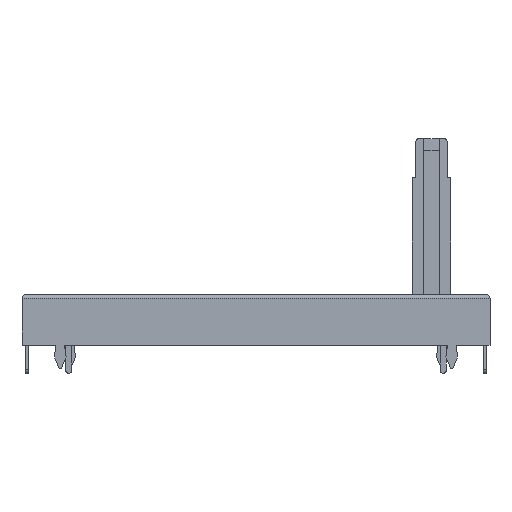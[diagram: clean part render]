
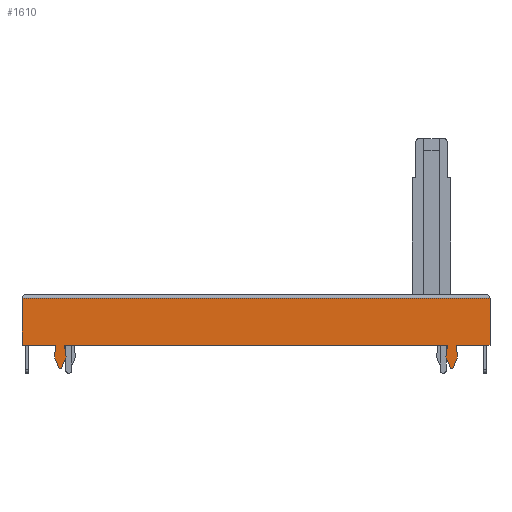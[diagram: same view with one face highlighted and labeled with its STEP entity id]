
A CAD part, top view. The second image highlights one B-rep face of the part: STEP entity #1610.
In plain terms, the highlighted planar face has unit normal (0, 0, 1).
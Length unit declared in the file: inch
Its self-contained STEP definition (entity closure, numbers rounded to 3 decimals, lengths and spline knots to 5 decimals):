
#5 = LINE ( 'NONE', #2167, #2735 ) ;
#18 = VERTEX_POINT ( 'NONE', #2190 ) ;
#77 = DIRECTION ( 'NONE',  ( -1., 0., 0. ) ) ;
#90 = VECTOR ( 'NONE', #1450, 39.37008 ) ;
#101 = EDGE_CURVE ( 'NONE', #1992, #2016, #2659, .T. ) ;
#128 = ORIENTED_EDGE ( 'NONE', *, *, #1217, .T. ) ;
#163 = CARTESIAN_POINT ( 'NONE',  ( -0.99554, -0.11317, 0.17717 ) ) ;
#166 = EDGE_CURVE ( 'NONE', #2483, #2331, #358, .T. ) ;
#172 = CARTESIAN_POINT ( 'NONE',  ( 1.00979, 0., 0.17717 ) ) ;
#189 = VERTEX_POINT ( 'NONE', #163 ) ;
#200 = CARTESIAN_POINT ( 'NONE',  ( 1.01766, -0.05906, 0.17717 ) ) ;
#214 = VECTOR ( 'NONE', #1644, 39.37008 ) ;
#314 = EDGE_CURVE ( 'NONE', #1149, #746, #1202, .T. ) ;
#350 = VERTEX_POINT ( 'NONE', #2614 ) ;
#358 = LINE ( 'NONE', #1022, #2039 ) ;
#407 = EDGE_CURVE ( 'NONE', #189, #2483, #2640, .T. ) ;
#456 = CARTESIAN_POINT ( 'NONE',  ( -0.96659, 0., 0.17717 ) ) ;
#480 = ORIENTED_EDGE ( 'NONE', *, *, #407, .F. ) ;
#526 = ORIENTED_EDGE ( 'NONE', *, *, #314, .T. ) ;
#572 = VECTOR ( 'NONE', #2647, 39.37008 ) ;
#586 = LINE ( 'NONE', #1279, #90 ) ;
#591 = EDGE_CURVE ( 'NONE', #2953, #2436, #2034, .T. ) ;
#605 = CARTESIAN_POINT ( 'NONE',  ( 1.00979, 0., 0.17717 ) ) ;
#611 = LINE ( 'NONE', #605, #2499 ) ;
#633 = DIRECTION ( 'NONE',  ( 1., 0., 0. ) ) ;
#639 = ORIENTED_EDGE ( 'NONE', *, *, #2126, .T. ) ;
#646 = DIRECTION ( 'NONE',  ( 0.134, -0.991, 0. ) ) ;
#711 = VECTOR ( 'NONE', #633, 39.37008 ) ;
#746 = VERTEX_POINT ( 'NONE', #1200 ) ;
#748 = ORIENTED_EDGE ( 'NONE', *, *, #1308, .T. ) ;
#752 = CARTESIAN_POINT ( 'NONE',  ( 0.95861, -0.05904, 0.17717 ) ) ;
#766 = FACE_OUTER_BOUND ( 'NONE', #1518, .T. ) ;
#772 = ORIENTED_EDGE ( 'NONE', *, *, #1039, .T. ) ;
#787 = VERTEX_POINT ( 'NONE', #752 ) ;
#791 = CARTESIAN_POINT ( 'NONE',  ( -0.98819, -0.11017, 0.17717 ) ) ;
#833 = LINE ( 'NONE', #1427, #1705 ) ;
#836 = VECTOR ( 'NONE', #2501, 39.37008 ) ;
#878 = CARTESIAN_POINT ( 'NONE',  ( -1.1811, 0.25591, 0.17717 ) ) ;
#889 = CARTESIAN_POINT ( 'NONE',  ( -1.00979, 0., 0.17717 ) ) ;
#963 = ORIENTED_EDGE ( 'NONE', *, *, #2303, .T. ) ;
#976 = VECTOR ( 'NONE', #646, 39.37008 ) ;
#1009 = DIRECTION ( 'NONE',  ( 0., 0., -1. ) ) ;
#1022 = CARTESIAN_POINT ( 'NONE',  ( -1.00979, 0., 0.17717 ) ) ;
#1031 = DIRECTION ( 'NONE',  ( 0.132, 0.991, 0. ) ) ;
#1039 = EDGE_CURVE ( 'NONE', #1266, #2953, #2141, .T. ) ;
#1049 = CARTESIAN_POINT ( 'NONE',  ( -1.01766, -0.05906, 0.17717 ) ) ;
#1051 = DIRECTION ( 'NONE',  ( 0., 0., 1. ) ) ;
#1086 = DIRECTION ( 'NONE',  ( 0.38, -0.925, 0. ) ) ;
#1087 = CARTESIAN_POINT ( 'NONE',  ( -0.98084, -0.11318, 0.17717 ) ) ;
#1149 = VERTEX_POINT ( 'NONE', #456 ) ;
#1188 = CARTESIAN_POINT ( 'NONE',  ( 1.1811, 0., 0.17717 ) ) ;
#1200 = CARTESIAN_POINT ( 'NONE',  ( 0.96659, 0., 0.17717 ) ) ;
#1202 = LINE ( 'NONE', #1877, #711 ) ;
#1217 = EDGE_CURVE ( 'NONE', #3045, #18, #5, .T. ) ;
#1240 = AXIS2_PLACEMENT_3D ( 'NONE', #2989, #1051, #2746 ) ;
#1266 = VERTEX_POINT ( 'NONE', #1887 ) ;
#1275 = EDGE_CURVE ( 'NONE', #3045, #1660, #586, .T. ) ;
#1279 = CARTESIAN_POINT ( 'NONE',  ( 1.1811, 0.25591, 0.17717 ) ) ;
#1308 = EDGE_CURVE ( 'NONE', #350, #2331, #833, .T. ) ;
#1336 = ORIENTED_EDGE ( 'NONE', *, *, #1838, .F. ) ;
#1346 = VECTOR ( 'NONE', #1086, 39.37008 ) ;
#1368 = DIRECTION ( 'NONE',  ( 0., 0., -1. ) ) ;
#1427 = CARTESIAN_POINT ( 'NONE',  ( -1.1811, 0., 0.17717 ) ) ;
#1450 = DIRECTION ( 'NONE',  ( 0., -1., 0. ) ) ;
#1494 = DIRECTION ( 'NONE',  ( -1., 0., 0. ) ) ;
#1506 = ORIENTED_EDGE ( 'NONE', *, *, #3085, .F. ) ;
#1512 = DIRECTION ( 'NONE',  ( -0.134, -0.991, 0. ) ) ;
#1513 = ORIENTED_EDGE ( 'NONE', *, *, #1275, .F. ) ;
#1518 = EDGE_LOOP ( 'NONE', ( #1513, #128, #2774, #748, #2253, #480, #1336, #2682, #1506, #526, #2390, #639, #772, #2033, #2134, #963 ) ) ;
#1520 = AXIS2_PLACEMENT_3D ( 'NONE', #878, #1368, #1864 ) ;
#1525 = CARTESIAN_POINT ( 'NONE',  ( 0.98084, -0.11318, 0.17717 ) ) ;
#1526 = LINE ( 'NONE', #2047, #1643 ) ;
#1608 = LINE ( 'NONE', #1525, #1346 ) ;
#1610 = ADVANCED_FACE ( 'NONE', ( #766 ), #2581, .F. ) ;
#1622 = AXIS2_PLACEMENT_3D ( 'NONE', #791, #1009, #77 ) ;
#1623 = DIRECTION ( 'NONE',  ( 0., -1., 0. ) ) ;
#1643 = VECTOR ( 'NONE', #1512, 39.37008 ) ;
#1644 = DIRECTION ( 'NONE',  ( 1., 0., 0. ) ) ;
#1660 = VERTEX_POINT ( 'NONE', #1188 ) ;
#1705 = VECTOR ( 'NONE', #2674, 39.37008 ) ;
#1751 = CARTESIAN_POINT ( 'NONE',  ( -0.98084, -0.11318, 0.17717 ) ) ;
#1838 = EDGE_CURVE ( 'NONE', #2016, #189, #1891, .T. ) ;
#1864 = DIRECTION ( 'NONE',  ( -1., 0., 0. ) ) ;
#1877 = CARTESIAN_POINT ( 'NONE',  ( -1.1811, 0., 0.17717 ) ) ;
#1887 = CARTESIAN_POINT ( 'NONE',  ( 0.98084, -0.11318, 0.17717 ) ) ;
#1891 = CIRCLE ( 'NONE', #1622, 0.00794 ) ;
#1992 = VERTEX_POINT ( 'NONE', #3029 ) ;
#2016 = VERTEX_POINT ( 'NONE', #1087 ) ;
#2033 = ORIENTED_EDGE ( 'NONE', *, *, #591, .T. ) ;
#2034 = LINE ( 'NONE', #2757, #2592 ) ;
#2039 = VECTOR ( 'NONE', #1031, 39.37008 ) ;
#2047 = CARTESIAN_POINT ( 'NONE',  ( 0.95861, -0.05904, 0.17717 ) ) ;
#2126 = EDGE_CURVE ( 'NONE', #787, #1266, #1608, .T. ) ;
#2134 = ORIENTED_EDGE ( 'NONE', *, *, #3026, .T. ) ;
#2141 = CIRCLE ( 'NONE', #1240, 0.00794 ) ;
#2167 = CARTESIAN_POINT ( 'NONE',  ( -1.1811, 0.23622, 0.17717 ) ) ;
#2190 = CARTESIAN_POINT ( 'NONE',  ( -1.1811, 0.23622, 0.17717 ) ) ;
#2192 = LINE ( 'NONE', #2610, #2642 ) ;
#2253 = ORIENTED_EDGE ( 'NONE', *, *, #166, .F. ) ;
#2264 = DIRECTION ( 'NONE',  ( -0.132, 0.991, 0. ) ) ;
#2303 = EDGE_CURVE ( 'NONE', #2548, #1660, #2834, .T. ) ;
#2331 = VERTEX_POINT ( 'NONE', #889 ) ;
#2390 = ORIENTED_EDGE ( 'NONE', *, *, #3005, .T. ) ;
#2436 = VERTEX_POINT ( 'NONE', #200 ) ;
#2483 = VERTEX_POINT ( 'NONE', #1049 ) ;
#2499 = VECTOR ( 'NONE', #2264, 39.37008 ) ;
#2501 = DIRECTION ( 'NONE',  ( -0.38, -0.925, 0. ) ) ;
#2540 = CARTESIAN_POINT ( 'NONE',  ( -0.95861, -0.05904, 0.17717 ) ) ;
#2548 = VERTEX_POINT ( 'NONE', #172 ) ;
#2581 = PLANE ( 'NONE',  #1520 ) ;
#2592 = VECTOR ( 'NONE', #3010, 39.37008 ) ;
#2610 = CARTESIAN_POINT ( 'NONE',  ( -1.1811, 0.25591, 0.17717 ) ) ;
#2614 = CARTESIAN_POINT ( 'NONE',  ( -1.1811, 0., 0.17717 ) ) ;
#2631 = CARTESIAN_POINT ( 'NONE',  ( -1.1811, 0., 0.17717 ) ) ;
#2640 = LINE ( 'NONE', #2641, #572 ) ;
#2641 = CARTESIAN_POINT ( 'NONE',  ( -1.01766, -0.05906, 0.17717 ) ) ;
#2642 = VECTOR ( 'NONE', #1623, 39.37008 ) ;
#2647 = DIRECTION ( 'NONE',  ( -0.378, 0.926, 0. ) ) ;
#2651 = EDGE_CURVE ( 'NONE', #18, #350, #2192, .T. ) ;
#2659 = LINE ( 'NONE', #1751, #836 ) ;
#2674 = DIRECTION ( 'NONE',  ( 1., 0., 0. ) ) ;
#2682 = ORIENTED_EDGE ( 'NONE', *, *, #101, .F. ) ;
#2735 = VECTOR ( 'NONE', #1494, 39.37008 ) ;
#2746 = DIRECTION ( 'NONE',  ( 1., 0., 0. ) ) ;
#2757 = CARTESIAN_POINT ( 'NONE',  ( 1.01766, -0.05906, 0.17717 ) ) ;
#2774 = ORIENTED_EDGE ( 'NONE', *, *, #2651, .T. ) ;
#2834 = LINE ( 'NONE', #2631, #214 ) ;
#2912 = LINE ( 'NONE', #2540, #976 ) ;
#2953 = VERTEX_POINT ( 'NONE', #2980 ) ;
#2980 = CARTESIAN_POINT ( 'NONE',  ( 0.99554, -0.11317, 0.17717 ) ) ;
#2989 = CARTESIAN_POINT ( 'NONE',  ( 0.98819, -0.11017, 0.17717 ) ) ;
#3005 = EDGE_CURVE ( 'NONE', #746, #787, #1526, .T. ) ;
#3010 = DIRECTION ( 'NONE',  ( 0.378, 0.926, 0. ) ) ;
#3026 = EDGE_CURVE ( 'NONE', #2436, #2548, #611, .T. ) ;
#3029 = CARTESIAN_POINT ( 'NONE',  ( -0.95861, -0.05904, 0.17717 ) ) ;
#3040 = CARTESIAN_POINT ( 'NONE',  ( 1.1811, 0.23622, 0.17717 ) ) ;
#3045 = VERTEX_POINT ( 'NONE', #3040 ) ;
#3085 = EDGE_CURVE ( 'NONE', #1149, #1992, #2912, .T. ) ;
